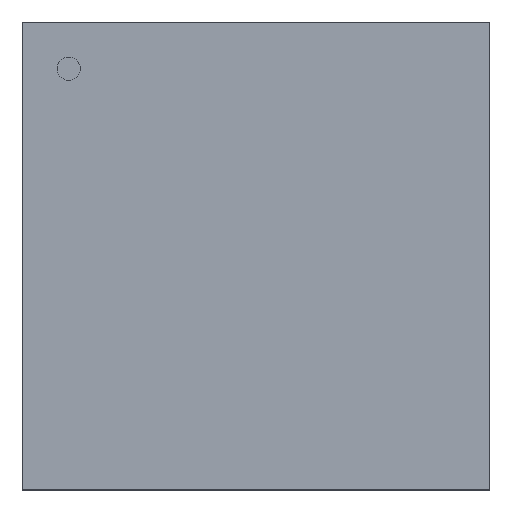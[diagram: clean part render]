
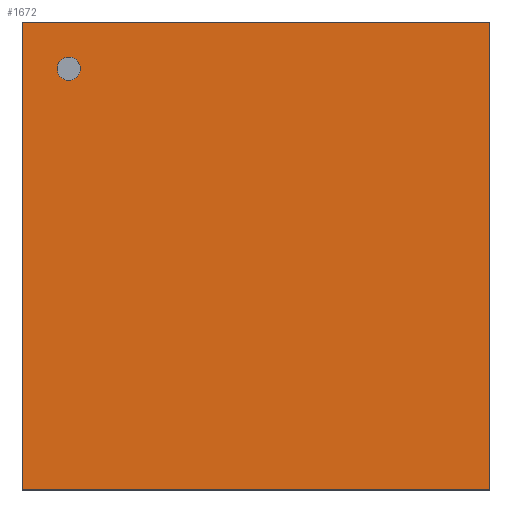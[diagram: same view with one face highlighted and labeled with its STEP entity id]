
A CAD part, top view. The second image highlights one B-rep face of the part: STEP entity #1672.
In plain terms, the highlighted planar face has unit normal (0, 0, 1).
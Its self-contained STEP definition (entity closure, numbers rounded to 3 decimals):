
#1448=CARTESIAN_POINT('',(3.531,-3.531,0.61));
#1447=VERTEX_POINT('',#1448);
#1458=CARTESIAN_POINT('',(-3.531,-3.531,0.61));
#1457=VERTEX_POINT('',#1458);
#1456=EDGE_CURVE('',#1457,#1447,#1461,.T.);
#1461=LINE('',#1458,#1463);
#1463=VECTOR('',#1464,7.061);
#1464=DIRECTION('',(1.0,0.0,0.0));
#1497=CARTESIAN_POINT('',(3.531,3.531,0.61));
#1496=VERTEX_POINT('',#1497);
#1505=EDGE_CURVE('',#1447,#1496,#1510,.T.);
#1510=LINE('',#1448,#1512);
#1512=VECTOR('',#1513,7.061);
#1513=DIRECTION('',(0.0,1.0,0.0));
#1546=CARTESIAN_POINT('',(-3.531,3.531,0.61));
#1545=VERTEX_POINT('',#1546);
#1554=EDGE_CURVE('',#1496,#1545,#1559,.T.);
#1559=LINE('',#1497,#1561);
#1561=VECTOR('',#1562,7.061);
#1562=DIRECTION('',(-1.0,0.0,0.0));
#1603=EDGE_CURVE('',#1545,#1457,#1608,.T.);
#1608=LINE('',#1546,#1610);
#1610=VECTOR('',#1611,7.061);
#1611=DIRECTION('',(0.0,-1.0,0.0));
#1672=ADVANCED_FACE('',(#1678),#1673,.T.);
#1673=PLANE('',#1674);
#1674=AXIS2_PLACEMENT_3D('',#1675,#1676,#1677);
#1675=CARTESIAN_POINT('',(-3.531,-3.531,0.61));
#1676=DIRECTION('',(0.0,0.0,1.0));
#1677=DIRECTION('',(0.,1.,0.));
#1678=FACE_OUTER_BOUND('',#1679,.T.);
#1679=EDGE_LOOP('',(#1680,#1690,#1700,#1710));
#1680=ORIENTED_EDGE('',*,*,#1456,.T.);
#1690=ORIENTED_EDGE('',*,*,#1505,.T.);
#1700=ORIENTED_EDGE('',*,*,#1554,.T.);
#1710=ORIENTED_EDGE('',*,*,#1603,.T.);
